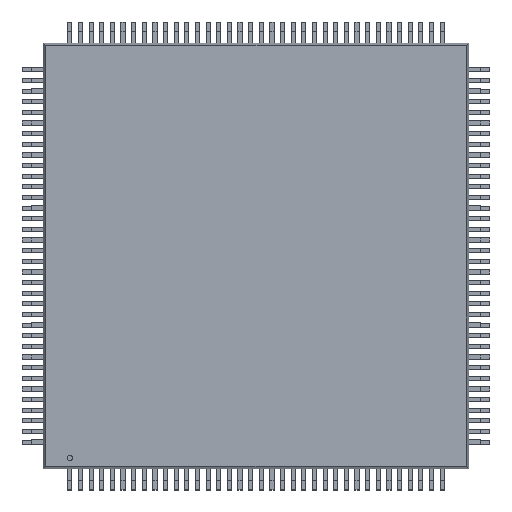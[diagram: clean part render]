
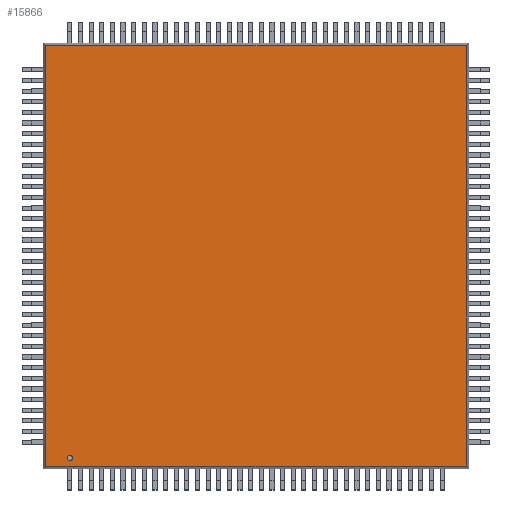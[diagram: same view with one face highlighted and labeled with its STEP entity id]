
A CAD part, top view. The second image highlights one B-rep face of the part: STEP entity #15866.
In plain terms, the highlighted planar face has unit normal (0, 0, 1).
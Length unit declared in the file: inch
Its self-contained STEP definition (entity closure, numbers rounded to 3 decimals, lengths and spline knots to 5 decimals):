
#627 = CARTESIAN_POINT ( 'NONE',  ( 0., -0.38901, 0.06299 ) ) ;
#1947 = DIRECTION ( 'NONE',  ( 0., 0., -1. ) ) ;
#3206 = CARTESIAN_POINT ( 'NONE',  ( -0.38901, 0.38901, 0.06299 ) ) ;
#5406 = ORIENTED_EDGE ( 'NONE', *, *, #7628, .F. ) ;
#6352 = EDGE_CURVE ( 'NONE', #16187, #21622, #29181, .T. ) ;
#6920 = VECTOR ( 'NONE', #31011, 39.37008 ) ;
#6961 = LINE ( 'NONE', #20260, #28187 ) ;
#6983 = ORIENTED_EDGE ( 'NONE', *, *, #23539, .F. ) ;
#7000 = ORIENTED_EDGE ( 'NONE', *, *, #37663, .T. ) ;
#7628 = EDGE_CURVE ( 'NONE', #37476, #38921, #6961, .T. ) ;
#8116 = CARTESIAN_POINT ( 'NONE',  ( -0.38901, 0., 0.06299 ) ) ;
#8957 = AXIS2_PLACEMENT_3D ( 'NONE', #31444, #34501, #16410 ) ;
#9072 = EDGE_CURVE ( 'NONE', #38921, #16187, #14421, .T. ) ;
#9074 = ORIENTED_EDGE ( 'NONE', *, *, #9072, .F. ) ;
#10001 = CARTESIAN_POINT ( 'NONE',  ( -0.34449, -0.37402, 0.06299 ) ) ;
#10576 = EDGE_LOOP ( 'NONE', ( #19821, #7000 ) ) ;
#12975 = CIRCLE ( 'NONE', #14302, 0.00492 ) ;
#13055 = DIRECTION ( 'NONE',  ( 1., 0., 0. ) ) ;
#13381 = PLANE ( 'NONE',  #8957 ) ;
#14302 = AXIS2_PLACEMENT_3D ( 'NONE', #10001, #31130, #13055 ) ;
#14421 = LINE ( 'NONE', #21887, #6920 ) ;
#15866 = ADVANCED_FACE ( 'NONE', ( #31862, #19539 ), #13381, .T. ) ;
#16187 = VERTEX_POINT ( 'NONE', #26826 ) ;
#16410 = DIRECTION ( 'NONE',  ( 1., 0., 0. ) ) ;
#19539 = FACE_BOUND ( 'NONE', #10576, .T. ) ;
#19821 = ORIENTED_EDGE ( 'NONE', *, *, #29788, .T. ) ;
#20070 = CARTESIAN_POINT ( 'NONE',  ( -0.34449, -0.37402, 0.06299 ) ) ;
#20260 = CARTESIAN_POINT ( 'NONE',  ( 0., 0.38901, 0.06299 ) ) ;
#20371 = VERTEX_POINT ( 'NONE', #31402 ) ;
#21622 = VERTEX_POINT ( 'NONE', #38247 ) ;
#21777 = DIRECTION ( 'NONE',  ( -1., 0., 0. ) ) ;
#21887 = CARTESIAN_POINT ( 'NONE',  ( 0.38901, 0., 0.06299 ) ) ;
#23126 = DIRECTION ( 'NONE',  ( 1., 0., 0. ) ) ;
#23539 = EDGE_CURVE ( 'NONE', #21622, #37476, #37197, .T. ) ;
#23954 = CARTESIAN_POINT ( 'NONE',  ( 0.38901, 0.38901, 0.06299 ) ) ;
#25279 = AXIS2_PLACEMENT_3D ( 'NONE', #20070, #1947, #23126 ) ;
#26826 = CARTESIAN_POINT ( 'NONE',  ( 0.38901, -0.38901, 0.06299 ) ) ;
#27533 = ORIENTED_EDGE ( 'NONE', *, *, #6352, .F. ) ;
#27684 = VERTEX_POINT ( 'NONE', #31975 ) ;
#28187 = VECTOR ( 'NONE', #35499, 39.37008 ) ;
#29181 = LINE ( 'NONE', #627, #34820 ) ;
#29788 = EDGE_CURVE ( 'NONE', #20371, #27684, #12975, .T. ) ;
#30995 = VECTOR ( 'NONE', #35352, 39.37008 ) ;
#31011 = DIRECTION ( 'NONE',  ( 0., -1., 0. ) ) ;
#31130 = DIRECTION ( 'NONE',  ( 0., 0., -1. ) ) ;
#31402 = CARTESIAN_POINT ( 'NONE',  ( -0.33957, -0.37402, 0.06299 ) ) ;
#31444 = CARTESIAN_POINT ( 'NONE',  ( 0., 0., 0.06299 ) ) ;
#31862 = FACE_OUTER_BOUND ( 'NONE', #38125, .T. ) ;
#31975 = CARTESIAN_POINT ( 'NONE',  ( -0.34941, -0.37402, 0.06299 ) ) ;
#34501 = DIRECTION ( 'NONE',  ( 0., 0., 1. ) ) ;
#34820 = VECTOR ( 'NONE', #21777, 39.37008 ) ;
#35352 = DIRECTION ( 'NONE',  ( 0., 1., 0. ) ) ;
#35499 = DIRECTION ( 'NONE',  ( 1., 0., 0. ) ) ;
#37197 = LINE ( 'NONE', #8116, #30995 ) ;
#37476 = VERTEX_POINT ( 'NONE', #3206 ) ;
#37663 = EDGE_CURVE ( 'NONE', #27684, #20371, #38792, .T. ) ;
#38125 = EDGE_LOOP ( 'NONE', ( #5406, #6983, #27533, #9074 ) ) ;
#38247 = CARTESIAN_POINT ( 'NONE',  ( -0.38901, -0.38901, 0.06299 ) ) ;
#38792 = CIRCLE ( 'NONE', #25279, 0.00492 ) ;
#38921 = VERTEX_POINT ( 'NONE', #23954 ) ;
